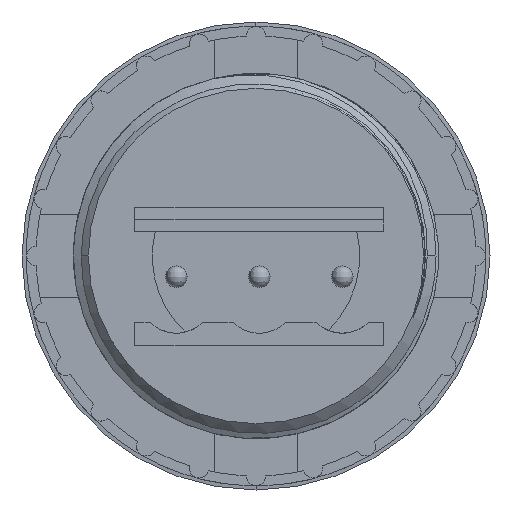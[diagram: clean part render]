
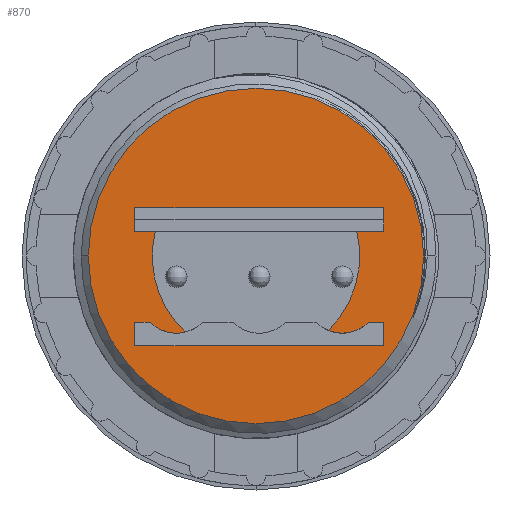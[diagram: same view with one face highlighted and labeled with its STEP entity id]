
A CAD part, left-side view. The second image highlights one B-rep face of the part: STEP entity #870.
In plain terms, the highlighted planar face has unit normal (-1, 0, 0).
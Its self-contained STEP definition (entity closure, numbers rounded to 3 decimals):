
#33 = DIRECTION ( 'NONE',  ( 1., 0., 0. ) ) ;
#79 = CARTESIAN_POINT ( 'NONE',  ( -23.575, 4.254, -4.583 ) ) ;
#197 = ORIENTED_EDGE ( 'NONE', *, *, #11670, .F. ) ;
#225 = VERTEX_POINT ( 'NONE', #3229 ) ;
#247 = ORIENTED_EDGE ( 'NONE', *, *, #10889, .F. ) ;
#263 = CARTESIAN_POINT ( 'NONE',  ( -23.575, 10.1, 0. ) ) ;
#273 = VERTEX_POINT ( 'NONE', #11210 ) ;
#373 = CARTESIAN_POINT ( 'NONE',  ( -23.575, 7.3, -5.4 ) ) ;
#545 = DIRECTION ( 'NONE',  ( 1., 0., 0. ) ) ;
#549 = CIRCLE ( 'NONE', #11365, 2.25 ) ;
#689 = LINE ( 'NONE', #8800, #9053 ) ;
#781 = EDGE_CURVE ( 'NONE', #6476, #11469, #6029, .T. ) ;
#870 = ADVANCED_FACE ( 'NONE', ( #10477, #4262 ), #7067, .T. ) ;
#943 = VERTEX_POINT ( 'NONE', #79 ) ;
#1053 = CARTESIAN_POINT ( 'NONE',  ( -23.575, -7.7, -4. ) ) ;
#1098 = VERTEX_POINT ( 'NONE', #263 ) ;
#1115 = DIRECTION ( 'NONE',  ( 0., 0., 1. ) ) ;
#1120 = EDGE_LOOP ( 'NONE', ( #4388, #11623, #12392, #12525, #10164, #10362, #8567, #11110, #11779, #10944, #1622, #11127, #197, #9062 ) ) ;
#1204 = DIRECTION ( 'NONE',  ( 0., 0., 1. ) ) ;
#1517 = EDGE_CURVE ( 'NONE', #11261, #5255, #8037, .T. ) ;
#1562 = CIRCLE ( 'NONE', #7204, 2.25 ) ;
#1622 = ORIENTED_EDGE ( 'NONE', *, *, #5469, .F. ) ;
#1638 = CARTESIAN_POINT ( 'NONE',  ( -23.575, -6.782, -4. ) ) ;
#1729 = LINE ( 'NONE', #4521, #12263 ) ;
#1803 = VECTOR ( 'NONE', #6918, 1000. ) ;
#1807 = DIRECTION ( 'NONE',  ( 1., 0., 0. ) ) ;
#2075 = CARTESIAN_POINT ( 'NONE',  ( -23.575, 7.3, -5.4 ) ) ;
#2121 = DIRECTION ( 'NONE',  ( 0., 0., 1. ) ) ;
#3022 = VECTOR ( 'NONE', #3179, 1000. ) ;
#3072 = AXIS2_PLACEMENT_3D ( 'NONE', #13086, #545, #8493 ) ;
#3103 = VERTEX_POINT ( 'NONE', #10663 ) ;
#3179 = DIRECTION ( 'NONE',  ( 0., -1., 0. ) ) ;
#3186 = DIRECTION ( 'NONE',  ( 0., 1., 0. ) ) ;
#3229 = CARTESIAN_POINT ( 'NONE',  ( -23.575, -10.1, 0. ) ) ;
#3433 = CARTESIAN_POINT ( 'NONE',  ( -23.575, -6.07, 1.5 ) ) ;
#3556 = LINE ( 'NONE', #11200, #7843 ) ;
#3588 = VECTOR ( 'NONE', #12151, 1000. ) ;
#4262 = FACE_BOUND ( 'NONE', #1120, .T. ) ;
#4370 = DIRECTION ( 'NONE',  ( 0., 0., -1. ) ) ;
#4388 = ORIENTED_EDGE ( 'NONE', *, *, #7425, .T. ) ;
#4517 = DIRECTION ( 'NONE',  ( 0., 1., 0. ) ) ;
#4521 = CARTESIAN_POINT ( 'NONE',  ( -23.575, -7.7, 2.9 ) ) ;
#4712 = ORIENTED_EDGE ( 'NONE', *, *, #13550, .F. ) ;
#5018 = CARTESIAN_POINT ( 'NONE',  ( -23.575, -4.356, -4.486 ) ) ;
#5108 = CARTESIAN_POINT ( 'NONE',  ( -23.575, 7.3, -5.4 ) ) ;
#5179 = VECTOR ( 'NONE', #3186, 1000. ) ;
#5255 = VERTEX_POINT ( 'NONE', #8926 ) ;
#5445 = CARTESIAN_POINT ( 'NONE',  ( -23.575, -7.7, 1.5 ) ) ;
#5469 = EDGE_CURVE ( 'NONE', #943, #11261, #549, .T. ) ;
#5506 = VECTOR ( 'NONE', #6842, 1000. ) ;
#6029 = LINE ( 'NONE', #8148, #5506 ) ;
#6300 = VECTOR ( 'NONE', #4370, 1000. ) ;
#6476 = VERTEX_POINT ( 'NONE', #1053 ) ;
#6595 = CARTESIAN_POINT ( 'NONE',  ( -23.575, -7.7, 1.5 ) ) ;
#6615 = EDGE_CURVE ( 'NONE', #5255, #14621, #9442, .T. ) ;
#6842 = DIRECTION ( 'NONE',  ( 0., 1., 0. ) ) ;
#6918 = DIRECTION ( 'NONE',  ( 0., 1., 0. ) ) ;
#6973 = AXIS2_PLACEMENT_3D ( 'NONE', #8117, #7930, #1204 ) ;
#6987 = VERTEX_POINT ( 'NONE', #3433 ) ;
#6996 = LINE ( 'NONE', #5445, #3588 ) ;
#7067 = PLANE ( 'NONE',  #6973 ) ;
#7099 = CARTESIAN_POINT ( 'NONE',  ( -23.575, -7.7, 1.5 ) ) ;
#7204 = AXIS2_PLACEMENT_3D ( 'NONE', #7837, #9327, #2121 ) ;
#7244 = AXIS2_PLACEMENT_3D ( 'NONE', #7685, #1807, #14565 ) ;
#7425 = EDGE_CURVE ( 'NONE', #3103, #13751, #3556, .T. ) ;
#7685 = CARTESIAN_POINT ( 'NONE',  ( -23.575, 0., 0. ) ) ;
#7803 = DIRECTION ( 'NONE',  ( 0., -1., 0. ) ) ;
#7837 = CARTESIAN_POINT ( 'NONE',  ( -23.575, -5.2, -2.4 ) ) ;
#7843 = VECTOR ( 'NONE', #7803, 1000. ) ;
#7859 = VERTEX_POINT ( 'NONE', #5018 ) ;
#7930 = DIRECTION ( 'NONE',  ( -1., 0., 0. ) ) ;
#7980 = CARTESIAN_POINT ( 'NONE',  ( -23.575, 0., 0. ) ) ;
#7990 = CIRCLE ( 'NONE', #3072, 10.1 ) ;
#8037 = LINE ( 'NONE', #10012, #5179 ) ;
#8117 = CARTESIAN_POINT ( 'NONE',  ( -23.575, 5.05, 0. ) ) ;
#8148 = CARTESIAN_POINT ( 'NONE',  ( -23.575, -6.165, -4. ) ) ;
#8490 = EDGE_CURVE ( 'NONE', #11469, #7859, #1562, .T. ) ;
#8493 = DIRECTION ( 'NONE',  ( 0., 1., 0. ) ) ;
#8559 = VECTOR ( 'NONE', #12919, 1000. ) ;
#8567 = ORIENTED_EDGE ( 'NONE', *, *, #8683, .F. ) ;
#8683 = EDGE_CURVE ( 'NONE', #273, #6476, #1729, .T. ) ;
#8698 = EDGE_CURVE ( 'NONE', #6987, #7859, #13146, .T. ) ;
#8800 = CARTESIAN_POINT ( 'NONE',  ( -23.575, -7.7, 2.9 ) ) ;
#8926 = CARTESIAN_POINT ( 'NONE',  ( -23.575, 7.3, -4. ) ) ;
#9053 = VECTOR ( 'NONE', #14475, 1000. ) ;
#9062 = ORIENTED_EDGE ( 'NONE', *, *, #11091, .F. ) ;
#9164 = AXIS2_PLACEMENT_3D ( 'NONE', #7980, #11182, #4517 ) ;
#9169 = CARTESIAN_POINT ( 'NONE',  ( -23.575, 6.382, -4. ) ) ;
#9327 = DIRECTION ( 'NONE',  ( 1., 0., 0. ) ) ;
#9375 = CARTESIAN_POINT ( 'NONE',  ( -23.575, 0., 0. ) ) ;
#9442 = LINE ( 'NONE', #5108, #8559 ) ;
#9674 = CIRCLE ( 'NONE', #9164, 10.1 ) ;
#9694 = EDGE_LOOP ( 'NONE', ( #4712, #247 ) ) ;
#9937 = CARTESIAN_POINT ( 'NONE',  ( -23.575, -7.7, 2.4 ) ) ;
#10012 = CARTESIAN_POINT ( 'NONE',  ( -23.575, -6.165, -4. ) ) ;
#10043 = VERTEX_POINT ( 'NONE', #12238 ) ;
#10164 = ORIENTED_EDGE ( 'NONE', *, *, #8490, .F. ) ;
#10165 = LINE ( 'NONE', #6595, #3022 ) ;
#10362 = ORIENTED_EDGE ( 'NONE', *, *, #781, .F. ) ;
#10477 = FACE_OUTER_BOUND ( 'NONE', #9694, .T. ) ;
#10478 = CARTESIAN_POINT ( 'NONE',  ( -23.575, 5.05, -5.4 ) ) ;
#10625 = DIRECTION ( 'NONE',  ( 1., 0., 0. ) ) ;
#10663 = CARTESIAN_POINT ( 'NONE',  ( -23.575, 7.3, 2.4 ) ) ;
#10683 = EDGE_CURVE ( 'NONE', #943, #10043, #13437, .T. ) ;
#10889 = EDGE_CURVE ( 'NONE', #225, #1098, #9674, .T. ) ;
#10938 = LINE ( 'NONE', #2075, #6300 ) ;
#10944 = ORIENTED_EDGE ( 'NONE', *, *, #1517, .F. ) ;
#11091 = EDGE_CURVE ( 'NONE', #3103, #12020, #10938, .T. ) ;
#11110 = ORIENTED_EDGE ( 'NONE', *, *, #11819, .T. ) ;
#11127 = ORIENTED_EDGE ( 'NONE', *, *, #10683, .T. ) ;
#11182 = DIRECTION ( 'NONE',  ( 1., 0., 0. ) ) ;
#11200 = CARTESIAN_POINT ( 'NONE',  ( -23.575, 5.05, 2.4 ) ) ;
#11210 = CARTESIAN_POINT ( 'NONE',  ( -23.575, -7.7, -5.4 ) ) ;
#11261 = VERTEX_POINT ( 'NONE', #9169 ) ;
#11365 = AXIS2_PLACEMENT_3D ( 'NONE', #14757, #33, #1115 ) ;
#11469 = VERTEX_POINT ( 'NONE', #1638 ) ;
#11623 = ORIENTED_EDGE ( 'NONE', *, *, #13845, .F. ) ;
#11670 = EDGE_CURVE ( 'NONE', #12020, #10043, #6996, .T. ) ;
#11703 = DIRECTION ( 'NONE',  ( 0., 0., -1. ) ) ;
#11779 = ORIENTED_EDGE ( 'NONE', *, *, #6615, .F. ) ;
#11819 = EDGE_CURVE ( 'NONE', #273, #14621, #11968, .T. ) ;
#11968 = LINE ( 'NONE', #10478, #1803 ) ;
#12020 = VERTEX_POINT ( 'NONE', #13961 ) ;
#12026 = VERTEX_POINT ( 'NONE', #7099 ) ;
#12151 = DIRECTION ( 'NONE',  ( 0., -1., 0. ) ) ;
#12238 = CARTESIAN_POINT ( 'NONE',  ( -23.575, 6.07, 1.5 ) ) ;
#12263 = VECTOR ( 'NONE', #12763, 1000. ) ;
#12392 = ORIENTED_EDGE ( 'NONE', *, *, #12526, .F. ) ;
#12525 = ORIENTED_EDGE ( 'NONE', *, *, #8698, .T. ) ;
#12526 = EDGE_CURVE ( 'NONE', #6987, #12026, #10165, .T. ) ;
#12763 = DIRECTION ( 'NONE',  ( 0., 0., 1. ) ) ;
#12919 = DIRECTION ( 'NONE',  ( 0., 0., -1. ) ) ;
#13086 = CARTESIAN_POINT ( 'NONE',  ( -23.575, 0., 0. ) ) ;
#13146 = CIRCLE ( 'NONE', #14260, 6.253 ) ;
#13437 = CIRCLE ( 'NONE', #7244, 6.253 ) ;
#13550 = EDGE_CURVE ( 'NONE', #1098, #225, #7990, .T. ) ;
#13751 = VERTEX_POINT ( 'NONE', #9937 ) ;
#13845 = EDGE_CURVE ( 'NONE', #12026, #13751, #689, .T. ) ;
#13961 = CARTESIAN_POINT ( 'NONE',  ( -23.575, 7.3, 1.5 ) ) ;
#14260 = AXIS2_PLACEMENT_3D ( 'NONE', #9375, #10625, #11703 ) ;
#14475 = DIRECTION ( 'NONE',  ( 0., 0., 1. ) ) ;
#14565 = DIRECTION ( 'NONE',  ( 0., 0., -1. ) ) ;
#14621 = VERTEX_POINT ( 'NONE', #373 ) ;
#14757 = CARTESIAN_POINT ( 'NONE',  ( -23.575, 4.8, -2.4 ) ) ;
